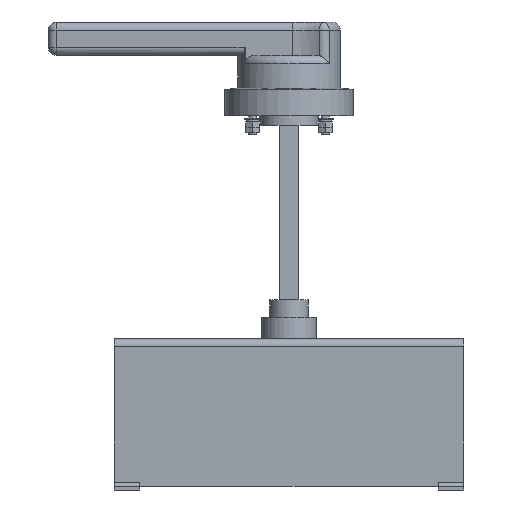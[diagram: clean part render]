
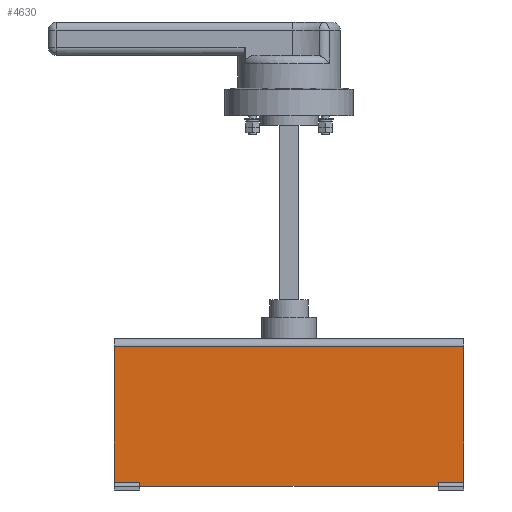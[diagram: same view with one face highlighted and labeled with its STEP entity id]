
A CAD part, front view. The second image highlights one B-rep face of the part: STEP entity #4630.
In plain terms, the highlighted planar face has unit normal (0, -1, 0).
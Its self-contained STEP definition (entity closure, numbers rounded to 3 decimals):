
#27 = CARTESIAN_POINT ( 'NONE',  ( 90., -94.25, 4. ) ) ;
#130 = EDGE_CURVE ( 'NONE', #2315, #5157, #5223, .T. ) ;
#169 = VERTEX_POINT ( 'NONE', #2382 ) ;
#254 = CARTESIAN_POINT ( 'NONE',  ( 77., -94.25, 2. ) ) ;
#616 = DIRECTION ( 'NONE',  ( -1., 0., 0. ) ) ;
#693 = CARTESIAN_POINT ( 'NONE',  ( -90., -94.25, 2. ) ) ;
#773 = ORIENTED_EDGE ( 'NONE', *, *, #3107, .T. ) ;
#805 = DIRECTION ( 'NONE',  ( 0., 0., -1. ) ) ;
#811 = DIRECTION ( 'NONE',  ( 0., 0., -1. ) ) ;
#960 = PLANE ( 'NONE',  #2100 ) ;
#1252 = EDGE_CURVE ( 'NONE', #2245, #169, #2069, .T. ) ;
#1337 = VECTOR ( 'NONE', #6623, 1000. ) ;
#1340 = CARTESIAN_POINT ( 'NONE',  ( -77., -94.25, 2. ) ) ;
#1587 = DIRECTION ( 'NONE',  ( -1., 0., 0. ) ) ;
#1750 = ORIENTED_EDGE ( 'NONE', *, *, #5562, .T. ) ;
#1945 = VECTOR ( 'NONE', #1587, 1000. ) ;
#2000 = DIRECTION ( 'NONE',  ( 0., 0., -1. ) ) ;
#2069 = LINE ( 'NONE', #1340, #6828 ) ;
#2100 = AXIS2_PLACEMENT_3D ( 'NONE', #2718, #5588, #5552 ) ;
#2245 = VERTEX_POINT ( 'NONE', #5299 ) ;
#2315 = VERTEX_POINT ( 'NONE', #7165 ) ;
#2382 = CARTESIAN_POINT ( 'NONE',  ( -77., -94.25, 2. ) ) ;
#2436 = VECTOR ( 'NONE', #805, 1000. ) ;
#2479 = CARTESIAN_POINT ( 'NONE',  ( -90., -94.25, 78. ) ) ;
#2509 = EDGE_CURVE ( 'NONE', #3989, #4489, #6785, .T. ) ;
#2604 = LINE ( 'NONE', #6537, #4725 ) ;
#2718 = CARTESIAN_POINT ( 'NONE',  ( -90., -94.25, 78. ) ) ;
#3069 = EDGE_CURVE ( 'NONE', #3989, #5157, #2604, .T. ) ;
#3107 = EDGE_CURVE ( 'NONE', #4658, #2245, #4907, .T. ) ;
#3267 = ORIENTED_EDGE ( 'NONE', *, *, #3069, .F. ) ;
#3391 = EDGE_CURVE ( 'NONE', #4489, #4658, #7177, .T. ) ;
#3494 = VERTEX_POINT ( 'NONE', #6037 ) ;
#3496 = CARTESIAN_POINT ( 'NONE',  ( 90., -94.25, 74. ) ) ;
#3545 = CARTESIAN_POINT ( 'NONE',  ( 90., -94.25, 4. ) ) ;
#3571 = LINE ( 'NONE', #693, #6811 ) ;
#3703 = LINE ( 'NONE', #254, #4754 ) ;
#3721 = CARTESIAN_POINT ( 'NONE',  ( -90., -94.25, 74. ) ) ;
#3770 = ORIENTED_EDGE ( 'NONE', *, *, #1252, .T. ) ;
#3798 = ORIENTED_EDGE ( 'NONE', *, *, #2509, .T. ) ;
#3989 = VERTEX_POINT ( 'NONE', #3496 ) ;
#4410 = EDGE_CURVE ( 'NONE', #3494, #169, #3571, .T. ) ;
#4489 = VERTEX_POINT ( 'NONE', #3721 ) ;
#4630 = ADVANCED_FACE ( 'NONE', ( #6735 ), #960, .F. ) ;
#4658 = VERTEX_POINT ( 'NONE', #7300 ) ;
#4725 = VECTOR ( 'NONE', #2000, 1000. ) ;
#4754 = VECTOR ( 'NONE', #7275, 1000. ) ;
#4907 = LINE ( 'NONE', #5438, #1337 ) ;
#5072 = CARTESIAN_POINT ( 'NONE',  ( -90., -94.25, 74. ) ) ;
#5157 = VERTEX_POINT ( 'NONE', #3545 ) ;
#5223 = LINE ( 'NONE', #27, #6693 ) ;
#5299 = CARTESIAN_POINT ( 'NONE',  ( -77., -94.25, 4. ) ) ;
#5438 = CARTESIAN_POINT ( 'NONE',  ( -77., -94.25, 4. ) ) ;
#5552 = DIRECTION ( 'NONE',  ( 0., 0., 1. ) ) ;
#5562 = EDGE_CURVE ( 'NONE', #3494, #2315, #3703, .T. ) ;
#5588 = DIRECTION ( 'NONE',  ( 0., 1., 0. ) ) ;
#5795 = ORIENTED_EDGE ( 'NONE', *, *, #130, .T. ) ;
#6037 = CARTESIAN_POINT ( 'NONE',  ( 77., -94.25, 2. ) ) ;
#6289 = EDGE_LOOP ( 'NONE', ( #7329, #1750, #5795, #3267, #3798, #6406, #773, #3770 ) ) ;
#6406 = ORIENTED_EDGE ( 'NONE', *, *, #3391, .T. ) ;
#6537 = CARTESIAN_POINT ( 'NONE',  ( 90., -94.25, 78. ) ) ;
#6623 = DIRECTION ( 'NONE',  ( 1., 0., 0. ) ) ;
#6693 = VECTOR ( 'NONE', #7084, 1000. ) ;
#6735 = FACE_OUTER_BOUND ( 'NONE', #6289, .T. ) ;
#6785 = LINE ( 'NONE', #5072, #1945 ) ;
#6811 = VECTOR ( 'NONE', #616, 1000. ) ;
#6828 = VECTOR ( 'NONE', #811, 1000. ) ;
#7084 = DIRECTION ( 'NONE',  ( 1., 0., 0. ) ) ;
#7165 = CARTESIAN_POINT ( 'NONE',  ( 77., -94.25, 4. ) ) ;
#7177 = LINE ( 'NONE', #2479, #2436 ) ;
#7275 = DIRECTION ( 'NONE',  ( 0., 0., 1. ) ) ;
#7300 = CARTESIAN_POINT ( 'NONE',  ( -90., -94.25, 4. ) ) ;
#7329 = ORIENTED_EDGE ( 'NONE', *, *, #4410, .F. ) ;
